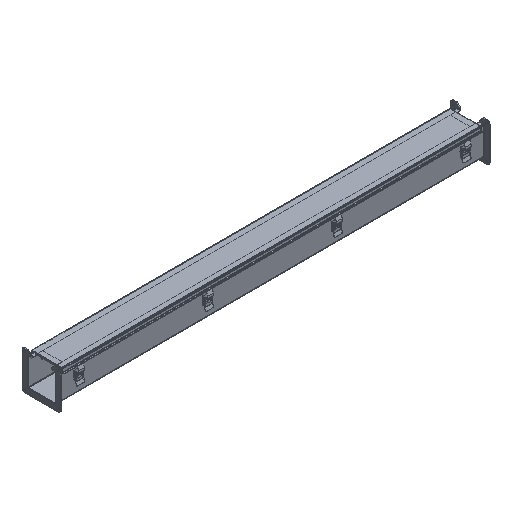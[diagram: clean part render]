
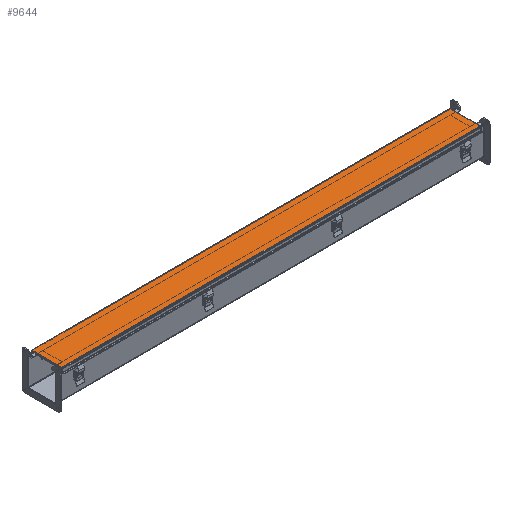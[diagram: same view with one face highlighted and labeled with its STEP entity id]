
A CAD part, isometric view. The second image highlights one B-rep face of the part: STEP entity #9644.
In plain terms, the highlighted planar face has unit normal (0, 0, 1).
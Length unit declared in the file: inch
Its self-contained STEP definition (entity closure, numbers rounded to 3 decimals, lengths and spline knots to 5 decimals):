
#348 = LINE ( 'NONE', #5348, #4457 ) ;
#1191 = CARTESIAN_POINT ( 'NONE',  ( 29.25, 2.0785, 4.172 ) ) ;
#1218 = CARTESIAN_POINT ( 'NONE',  ( -29.218, -2.1885, 4.172 ) ) ;
#1709 = ORIENTED_EDGE ( 'NONE', *, *, #17587, .T. ) ;
#2777 = DIRECTION ( 'NONE',  ( 0., -1., 0. ) ) ;
#2819 = LINE ( 'NONE', #9682, #8556 ) ;
#3024 = ORIENTED_EDGE ( 'NONE', *, *, #10214, .T. ) ;
#3202 = DIRECTION ( 'NONE',  ( 0., 0., 1. ) ) ;
#4226 = ORIENTED_EDGE ( 'NONE', *, *, #20553, .T. ) ;
#4291 = VERTEX_POINT ( 'NONE', #13208 ) ;
#4457 = VECTOR ( 'NONE', #19264, 39.37008 ) ;
#4565 = DIRECTION ( 'NONE',  ( 1., 0., 0. ) ) ;
#4921 = EDGE_LOOP ( 'NONE', ( #4226, #18326, #1709, #3024 ) ) ;
#5185 = AXIS2_PLACEMENT_3D ( 'NONE', #1218, #3202, #9842 ) ;
#5348 = CARTESIAN_POINT ( 'NONE',  ( 29.25, -2.1885, 4.172 ) ) ;
#6124 = PLANE ( 'NONE',  #5185 ) ;
#7997 = VECTOR ( 'NONE', #13627, 39.37008 ) ;
#8408 = LINE ( 'NONE', #9924, #14174 ) ;
#8556 = VECTOR ( 'NONE', #4565, 39.37008 ) ;
#9644 = ADVANCED_FACE ( 'NONE', ( #11154 ), #6124, .T. ) ;
#9682 = CARTESIAN_POINT ( 'NONE',  ( -29.218, -2.0805, 4.172 ) ) ;
#9842 = DIRECTION ( 'NONE',  ( 1., 0., 0. ) ) ;
#9924 = CARTESIAN_POINT ( 'NONE',  ( -29.218, -2.1885, 4.172 ) ) ;
#10038 = CARTESIAN_POINT ( 'NONE',  ( -29.218, 2.0785, 4.172 ) ) ;
#10175 = VERTEX_POINT ( 'NONE', #16990 ) ;
#10214 = EDGE_CURVE ( 'NONE', #16708, #10175, #18286, .T. ) ;
#11154 = FACE_OUTER_BOUND ( 'NONE', #4921, .T. ) ;
#13208 = CARTESIAN_POINT ( 'NONE',  ( -29.218, -2.0805, 4.172 ) ) ;
#13258 = VERTEX_POINT ( 'NONE', #14542 ) ;
#13627 = DIRECTION ( 'NONE',  ( -1., 0., 0. ) ) ;
#14174 = VECTOR ( 'NONE', #2777, 39.37008 ) ;
#14542 = CARTESIAN_POINT ( 'NONE',  ( 29.25, -2.0805, 4.172 ) ) ;
#16708 = VERTEX_POINT ( 'NONE', #1191 ) ;
#16990 = CARTESIAN_POINT ( 'NONE',  ( -29.218, 2.0785, 4.172 ) ) ;
#17587 = EDGE_CURVE ( 'NONE', #13258, #16708, #348, .T. ) ;
#18151 = EDGE_CURVE ( 'NONE', #4291, #13258, #2819, .T. ) ;
#18286 = LINE ( 'NONE', #10038, #7997 ) ;
#18326 = ORIENTED_EDGE ( 'NONE', *, *, #18151, .T. ) ;
#19264 = DIRECTION ( 'NONE',  ( 0., 1., 0. ) ) ;
#20553 = EDGE_CURVE ( 'NONE', #10175, #4291, #8408, .T. ) ;
